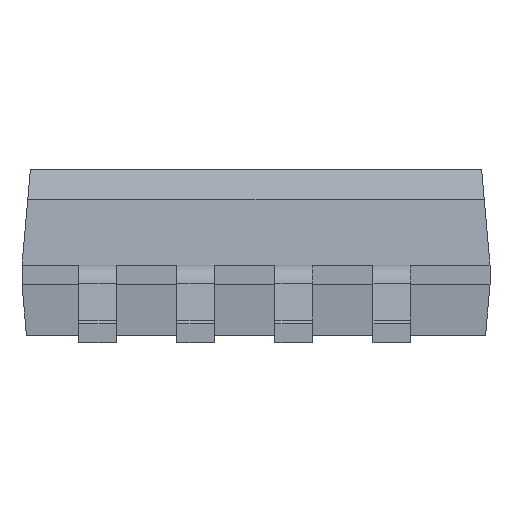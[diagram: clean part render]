
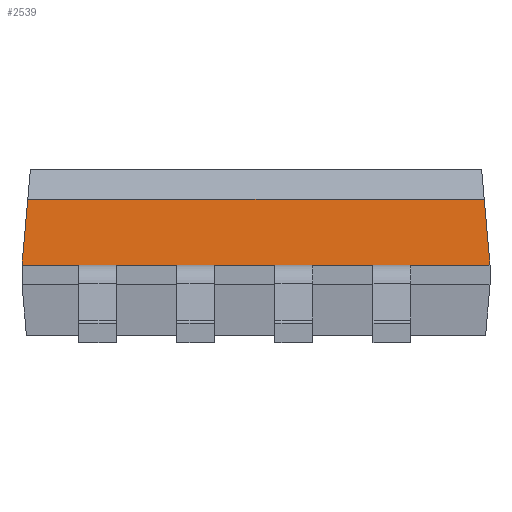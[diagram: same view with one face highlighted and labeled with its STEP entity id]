
A CAD part, front view. The second image highlights one B-rep face of the part: STEP entity #2539.
In plain terms, the highlighted planar face has unit normal (0, -0.996, 0.087).
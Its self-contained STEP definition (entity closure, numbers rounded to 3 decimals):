
#2075 = VERTEX_POINT('',#2076);
#2076 = CARTESIAN_POINT('',(0.855,-1.55,0.54));
#2082 = EDGE_CURVE('',#2083,#2075,#2085,.T.);
#2083 = VERTEX_POINT('',#2084);
#2084 = CARTESIAN_POINT('',(0.455,-1.55,0.54));
#2085 = LINE('',#2086,#2087);
#2086 = CARTESIAN_POINT('',(1.63,-1.55,0.54));
#2087 = VECTOR('',#2088,1.);
#2088 = DIRECTION('',(1.,0.,0.));
#2155 = VERTEX_POINT('',#2156);
#2156 = CARTESIAN_POINT('',(-1.095,-1.55,0.54));
#2162 = EDGE_CURVE('',#2163,#2155,#2165,.T.);
#2163 = VERTEX_POINT('',#2164);
#2164 = CARTESIAN_POINT('',(-1.47,-1.55,0.54));
#2165 = LINE('',#2166,#2167);
#2166 = CARTESIAN_POINT('',(1.63,-1.55,0.54));
#2167 = VECTOR('',#2168,1.);
#2168 = DIRECTION('',(1.,0.,0.));
#2227 = VERTEX_POINT('',#2228);
#2228 = CARTESIAN_POINT('',(-0.845,-1.55,0.54));
#2243 = VERTEX_POINT('',#2244);
#2244 = CARTESIAN_POINT('',(-0.445,-1.55,0.54));
#2250 = EDGE_CURVE('',#2227,#2243,#2251,.T.);
#2251 = LINE('',#2252,#2253);
#2252 = CARTESIAN_POINT('',(1.63,-1.55,0.54));
#2253 = VECTOR('',#2254,1.);
#2254 = DIRECTION('',(1.,0.,0.));
#2307 = VERTEX_POINT('',#2308);
#2308 = CARTESIAN_POINT('',(-0.195,-1.55,0.54));
#2323 = VERTEX_POINT('',#2324);
#2324 = CARTESIAN_POINT('',(0.205,-1.55,0.54));
#2330 = EDGE_CURVE('',#2307,#2323,#2331,.T.);
#2331 = LINE('',#2332,#2333);
#2332 = CARTESIAN_POINT('',(1.63,-1.55,0.54));
#2333 = VECTOR('',#2334,1.);
#2334 = DIRECTION('',(1.,0.,0.));
#2408 = VERTEX_POINT('',#2409);
#2409 = CARTESIAN_POINT('',(1.63,-1.55,0.54));
#2440 = VERTEX_POINT('',#2441);
#2441 = CARTESIAN_POINT('',(1.105,-1.55,0.54));
#2454 = EDGE_CURVE('',#2440,#2408,#2455,.T.);
#2455 = LINE('',#2456,#2457);
#2456 = CARTESIAN_POINT('',(1.63,-1.55,0.54));
#2457 = VECTOR('',#2458,1.);
#2458 = DIRECTION('',(1.,0.,0.));
#2518 = EDGE_CURVE('',#2519,#2163,#2521,.T.);
#2519 = VERTEX_POINT('',#2520);
#2520 = CARTESIAN_POINT('',(-1.432,-1.512,
    0.976));
#2521 = LINE('',#2522,#2523);
#2522 = CARTESIAN_POINT('',(-1.47,-1.55,0.54));
#2523 = VECTOR('',#2524,1.);
#2524 = DIRECTION('',(-0.087,-0.087,
    -0.992));
#2539 = ADVANCED_FACE('',(#2540),#2586,.T.);
#2540 = FACE_BOUND('',#2541,.T.);
#2541 = EDGE_LOOP('',(#2542,#2550,#2556,#2557,#2558,#2564,#2565,#2571,
    #2572,#2578,#2579,#2585));
#2542 = ORIENTED_EDGE('',*,*,#2543,.F.);
#2543 = EDGE_CURVE('',#2544,#2408,#2546,.T.);
#2544 = VERTEX_POINT('',#2545);
#2545 = CARTESIAN_POINT('',(1.592,-1.512,
    0.976));
#2546 = LINE('',#2547,#2548);
#2547 = CARTESIAN_POINT('',(1.63,-1.55,0.54));
#2548 = VECTOR('',#2549,1.);
#2549 = DIRECTION('',(0.087,-0.087,
    -0.992));
#2550 = ORIENTED_EDGE('',*,*,#2551,.T.);
#2551 = EDGE_CURVE('',#2544,#2519,#2552,.T.);
#2552 = LINE('',#2553,#2554);
#2553 = CARTESIAN_POINT('',(-1.414,-1.512,
    0.976));
#2554 = VECTOR('',#2555,1.);
#2555 = DIRECTION('',(-1.,0.,0.));
#2556 = ORIENTED_EDGE('',*,*,#2518,.T.);
#2557 = ORIENTED_EDGE('',*,*,#2162,.T.);
#2558 = ORIENTED_EDGE('',*,*,#2559,.T.);
#2559 = EDGE_CURVE('',#2155,#2227,#2560,.T.);
#2560 = LINE('',#2561,#2562);
#2561 = CARTESIAN_POINT('',(1.63,-1.55,0.54));
#2562 = VECTOR('',#2563,1.);
#2563 = DIRECTION('',(1.,0.,0.));
#2564 = ORIENTED_EDGE('',*,*,#2250,.T.);
#2565 = ORIENTED_EDGE('',*,*,#2566,.T.);
#2566 = EDGE_CURVE('',#2243,#2307,#2567,.T.);
#2567 = LINE('',#2568,#2569);
#2568 = CARTESIAN_POINT('',(1.63,-1.55,0.54));
#2569 = VECTOR('',#2570,1.);
#2570 = DIRECTION('',(1.,0.,0.));
#2571 = ORIENTED_EDGE('',*,*,#2330,.T.);
#2572 = ORIENTED_EDGE('',*,*,#2573,.T.);
#2573 = EDGE_CURVE('',#2323,#2083,#2574,.T.);
#2574 = LINE('',#2575,#2576);
#2575 = CARTESIAN_POINT('',(1.63,-1.55,0.54));
#2576 = VECTOR('',#2577,1.);
#2577 = DIRECTION('',(1.,0.,0.));
#2578 = ORIENTED_EDGE('',*,*,#2082,.T.);
#2579 = ORIENTED_EDGE('',*,*,#2580,.T.);
#2580 = EDGE_CURVE('',#2075,#2440,#2581,.T.);
#2581 = LINE('',#2582,#2583);
#2582 = CARTESIAN_POINT('',(1.63,-1.55,0.54));
#2583 = VECTOR('',#2584,1.);
#2584 = DIRECTION('',(1.,0.,0.));
#2585 = ORIENTED_EDGE('',*,*,#2454,.T.);
#2586 = PLANE('',#2587);
#2587 = AXIS2_PLACEMENT_3D('',#2588,#2589,#2590);
#2588 = CARTESIAN_POINT('',(-1.47,-1.55,0.54));
#2589 = DIRECTION('',(0.,-0.996,0.087));
#2590 = DIRECTION('',(0.,-0.087,-0.996));
